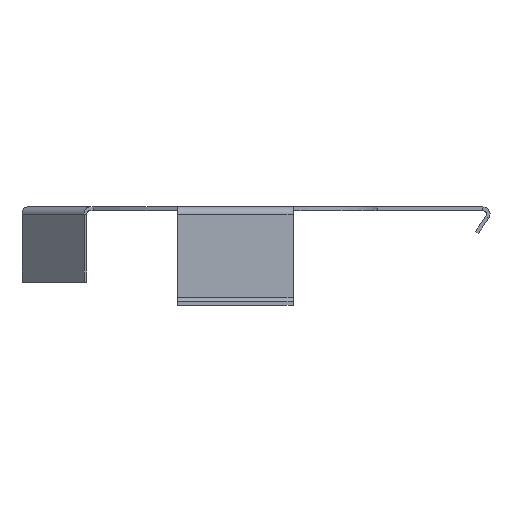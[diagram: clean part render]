
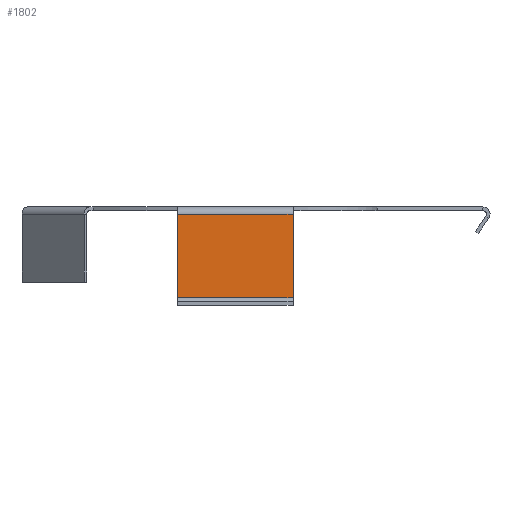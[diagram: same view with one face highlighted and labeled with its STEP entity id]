
A CAD part, left-side view. The second image highlights one B-rep face of the part: STEP entity #1802.
In plain terms, the highlighted planar face has unit normal (-1, 0, 0).
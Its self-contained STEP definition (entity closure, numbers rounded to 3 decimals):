
#603 = VERTEX_POINT('',#604);
#604 = CARTESIAN_POINT('',(-6.6,1.585,0.2));
#611 = EDGE_CURVE('',#603,#612,#614,.T.);
#612 = VERTEX_POINT('',#613);
#613 = CARTESIAN_POINT('',(-6.6,1.585,2.5));
#614 = LINE('',#615,#616);
#615 = CARTESIAN_POINT('',(-6.6,1.585,0.2));
#616 = VECTOR('',#617,1.);
#617 = DIRECTION('',(0.,0.,1.));
#1593 = VERTEX_POINT('',#1594);
#1594 = CARTESIAN_POINT('',(-6.6,-1.585,2.5));
#1601 = EDGE_CURVE('',#1602,#1593,#1604,.T.);
#1602 = VERTEX_POINT('',#1603);
#1603 = CARTESIAN_POINT('',(-6.6,-1.585,0.2));
#1604 = LINE('',#1605,#1606);
#1605 = CARTESIAN_POINT('',(-6.6,-1.585,0.2));
#1606 = VECTOR('',#1607,1.);
#1607 = DIRECTION('',(0.,0.,1.));
#1790 = EDGE_CURVE('',#603,#1602,#1791,.T.);
#1791 = LINE('',#1792,#1793);
#1792 = CARTESIAN_POINT('',(-6.6,1.585,0.2));
#1793 = VECTOR('',#1794,1.);
#1794 = DIRECTION('',(0.,-1.,0.));
#1802 = ADVANCED_FACE('',(#1803),#1814,.F.);
#1803 = FACE_BOUND('',#1804,.F.);
#1804 = EDGE_LOOP('',(#1805,#1806,#1812,#1813));
#1805 = ORIENTED_EDGE('',*,*,#611,.T.);
#1806 = ORIENTED_EDGE('',*,*,#1807,.T.);
#1807 = EDGE_CURVE('',#612,#1593,#1808,.T.);
#1808 = LINE('',#1809,#1810);
#1809 = CARTESIAN_POINT('',(-6.6,1.585,2.5));
#1810 = VECTOR('',#1811,1.);
#1811 = DIRECTION('',(0.,-1.,0.));
#1812 = ORIENTED_EDGE('',*,*,#1601,.F.);
#1813 = ORIENTED_EDGE('',*,*,#1790,.F.);
#1814 = PLANE('',#1815);
#1815 = AXIS2_PLACEMENT_3D('',#1816,#1817,#1818);
#1816 = CARTESIAN_POINT('',(-6.6,1.585,0.2));
#1817 = DIRECTION('',(1.,0.,0.));
#1818 = DIRECTION('',(0.,-1.,0.));
